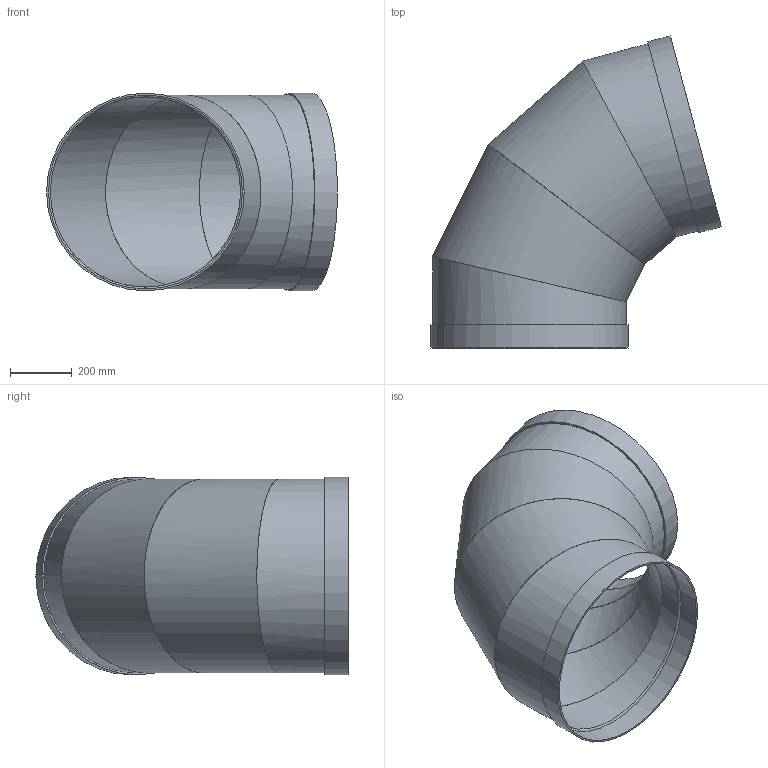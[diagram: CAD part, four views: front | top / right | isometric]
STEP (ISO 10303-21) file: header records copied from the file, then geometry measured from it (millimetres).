
FILE_DESCRIPTION( ( 'STEP AP214' ), '1' );
FILE_NAME( '3100301H.stp', '2021-11-26T14:25:14', ( 'License CC BY-ND 4.0' ), ( 'CADENAS' ), ' ', 'PARTsolutions', ' ' );
FILE_SCHEMA( ( 'AUTOMOTIVE_DESIGN { 1 0 10303 214 1 1 1 1 }' ) );
Length unit declared in the file: millimetre
Products named in the file (5): 3100301H; _3100301H-P2; _3100301H-P3; _3100301H-P4; _3100301H-P5
Assembly tree (4 placements, depth 2):
  3100301H
    _3100301H-P2
    _3100301H-P3
    _3100301H-P4
    _3100301H-P5
Bounding box: 944.44 x 1014.27 x 642 mm (x, y, z)
Volume: 11792337.4 mm3; surface area: 4027133.5 mm2
Topology: 4 solids, 4 shells, 24 faces, 45 edges, 31 vertices
Faces by surface type: cylinder 12, plane 10, torus 2
Full cylindrical faces by diameter (mm): 618 x4, 630 x6, 642 x2
Entity records: 778 total; most frequent: DIRECTION 106, CARTESIAN_POINT 77, AXIS2_PLACEMENT_3D 53, EDGE_LOOP 48, ORIENTED_EDGE 48, FACE_OUTER_BOUND 38, STYLED_ITEM 24, PRESENTATION_STYLE_ASSIGNMENT 24
